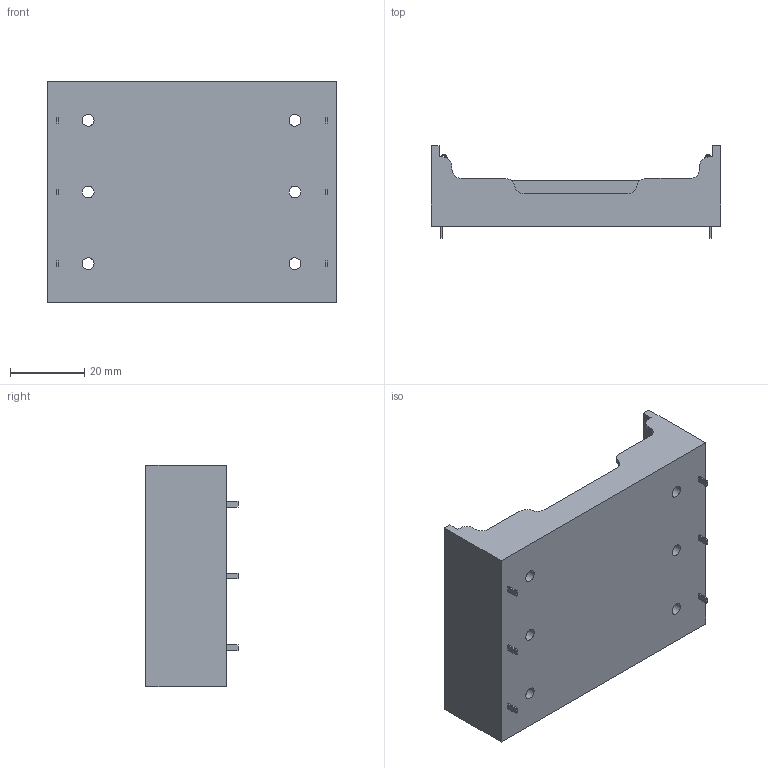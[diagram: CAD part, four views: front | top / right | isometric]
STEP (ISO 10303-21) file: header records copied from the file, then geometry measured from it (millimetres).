
FILE_DESCRIPTION(/* description */ ('Unknown'),/* implementation_level */ '2;1');
FILE_NAME(/* name */ 'BK-18650-PC6',/* time_stamp */ '2018-10-29T19:33:20-04:00',/* author */ ('Unknown'),/* organization */ ('Unknown'),/* preprocessor_version */ 'ST-DEVELOPER v16.7',/* originating_system */ 'DEX',/* authorisation */ $);
FILE_SCHEMA (('AP242_MANAGED_MODEL_BASED_3D_ENGINEERING_MIM_LF { 1 0 10303 442 1 1 4 }','AUTOMOTIVE_DESIGN {1 0 10303 214 3 1 1}'));
Length unit declared in the file: millimetre
Products named in the file (1): BK-18650-PC6
Bounding box: 77.72 x 24.77 x 59.69 mm (x, y, z)
Volume: 19486.8 mm3; surface area: 22232.6 mm2
Topology: 1 solids, 21 shells, 530 faces, 1350 edges, 900 vertices
Faces by surface type: plane 419, bspline 63, cylinder 48
Full cylindrical faces by diameter (mm): 3.2 x6
Entity records: 22506 total; most frequent: CARTESIAN_POINT 7038, ORIENTED_EDGE 2680, DIRECTION 1864, EDGE_CURVE 1340, VERTEX_POINT 900, LINE 736, VECTOR 736, EDGE_LOOP 602
